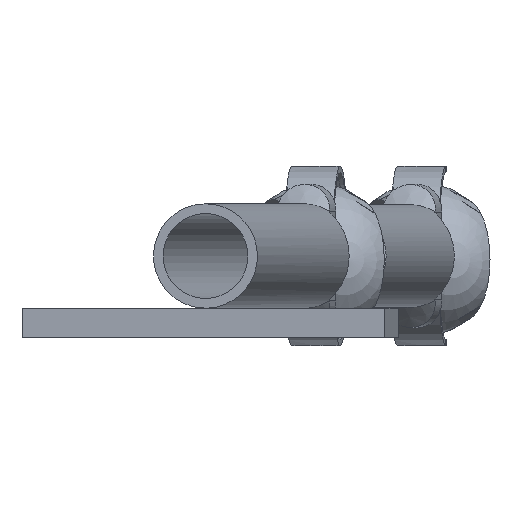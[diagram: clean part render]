
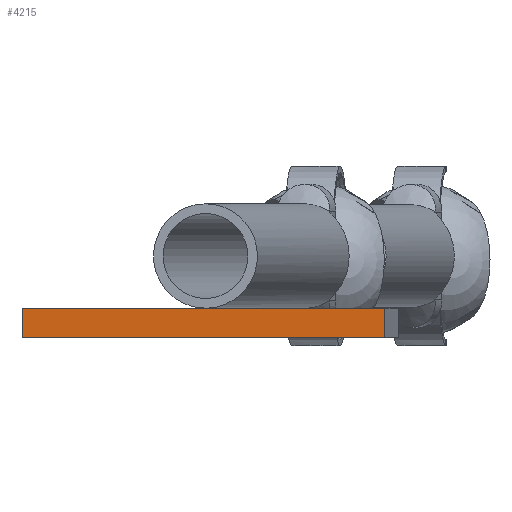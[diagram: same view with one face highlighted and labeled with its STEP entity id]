
A CAD part, front view. The second image highlights one B-rep face of the part: STEP entity #4215.
In plain terms, the highlighted face is planar.
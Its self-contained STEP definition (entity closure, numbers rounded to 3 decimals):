
#236 = CARTESIAN_POINT ( 'NONE',  ( 150., 0., 12. ) ) ;
#261 = CARTESIAN_POINT ( 'NONE',  ( 0., 0., 0. ) ) ;
#270 = CARTESIAN_POINT ( 'NONE',  ( 150., 0., 0. ) ) ;
#274 = CARTESIAN_POINT ( 'NONE',  ( 0., 0., 12. ) ) ;
#736 = PLANE ( 'NONE',  #3932 ) ;
#737 = CARTESIAN_POINT ( 'NONE',  ( 0., 0., 12. ) ) ;
#738 = DIRECTION ( 'NONE',  ( 0., 1., 0. ) ) ;
#739 = DIRECTION ( 'NONE',  ( 0., 0., 1. ) ) ;
#2064 = DIRECTION ( 'NONE',  ( 1., 0., 0. ) ) ;
#2068 = CARTESIAN_POINT ( 'NONE',  ( 0., 0., 0. ) ) ;
#2075 = DIRECTION ( 'NONE',  ( 0., 0., -1. ) ) ;
#2076 = CARTESIAN_POINT ( 'NONE',  ( 150., 0., 12. ) ) ;
#2081 = DIRECTION ( 'NONE',  ( 0., 0., -1. ) ) ;
#2083 = CARTESIAN_POINT ( 'NONE',  ( 0., 0., 12. ) ) ;
#2119 = DIRECTION ( 'NONE',  ( 1., 0., 0. ) ) ;
#2120 = CARTESIAN_POINT ( 'NONE',  ( 0., 0., 12. ) ) ;
#2329 = LINE ( 'NONE', #2076, #3907 ) ;
#2348 = FACE_OUTER_BOUND ( 'NONE', #3675, .T. ) ;
#2390 = LINE ( 'NONE', #2068, #3902 ) ;
#2413 = LINE ( 'NONE', #2120, #3884 ) ;
#2420 = LINE ( 'NONE', #2083, #3905 ) ;
#3568 = VERTEX_POINT ( 'NONE', #270 ) ;
#3612 = VERTEX_POINT ( 'NONE', #261 ) ;
#3620 = ORIENTED_EDGE ( 'NONE', *, *, #4191, .T. ) ;
#3658 = ORIENTED_EDGE ( 'NONE', *, *, #4169, .F. ) ;
#3663 = ORIENTED_EDGE ( 'NONE', *, *, #4193, .F. ) ;
#3675 = EDGE_LOOP ( 'NONE', ( #3684, #3663, #3658, #3620 ) ) ;
#3684 = ORIENTED_EDGE ( 'NONE', *, *, #4189, .T. ) ;
#3790 = VERTEX_POINT ( 'NONE', #236 ) ;
#3825 = VERTEX_POINT ( 'NONE', #274 ) ;
#3884 = VECTOR ( 'NONE', #2119, 1000. ) ;
#3902 = VECTOR ( 'NONE', #2064, 1000. ) ;
#3905 = VECTOR ( 'NONE', #2081, 1000. ) ;
#3907 = VECTOR ( 'NONE', #2075, 1000. ) ;
#3932 = AXIS2_PLACEMENT_3D ( 'NONE', #737, #738, #739 ) ;
#4169 = EDGE_CURVE ( 'NONE', #3825, #3790, #2413, .T. ) ;
#4189 = EDGE_CURVE ( 'NONE', #3612, #3568, #2390, .T. ) ;
#4191 = EDGE_CURVE ( 'NONE', #3825, #3612, #2420, .T. ) ;
#4193 = EDGE_CURVE ( 'NONE', #3790, #3568, #2329, .T. ) ;
#4215 = ADVANCED_FACE ( 'NONE', ( #2348 ), #736, .F. ) ;
